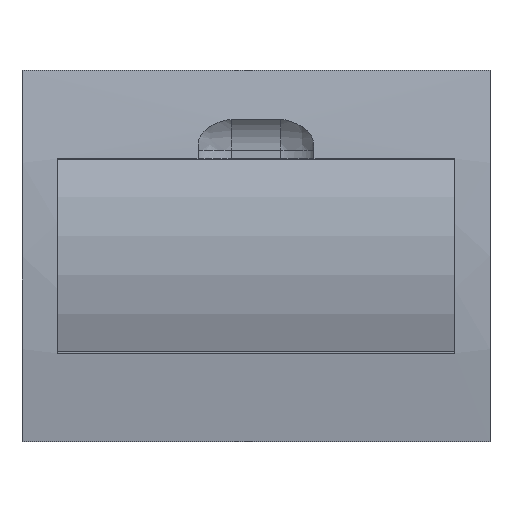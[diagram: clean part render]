
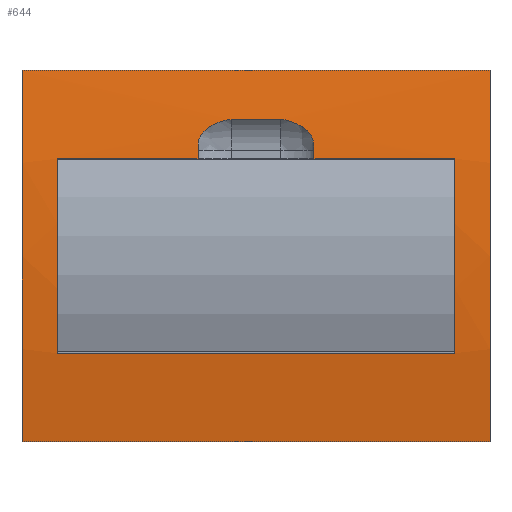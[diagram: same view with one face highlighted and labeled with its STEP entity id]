
A CAD part, top view. The second image highlights one B-rep face of the part: STEP entity #644.
In plain terms, the highlighted cylindrical face has radius 610 mm (diameter 1220 mm), a partial arc.
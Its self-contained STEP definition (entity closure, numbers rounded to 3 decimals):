
#14=CARTESIAN_POINT('',(-140.,0.,-601.35));
#15=DIRECTION('',(1.,0.,0.));
#16=DIRECTION('',(0.,0.182,0.983));
#17=AXIS2_PLACEMENT_3D('',#14,#15,#16);
#19=DIRECTION('',(1.,0.,0.));
#20=VECTOR('',#19,280.);
#21=CARTESIAN_POINT('',(-140.,-111.,-1.534));
#22=LINE('',#21,#20);
#23=DIRECTION('',(1.,0.,0.));
#24=VECTOR('',#23,280.);
#25=CARTESIAN_POINT('',(-140.,111.,-1.534));
#26=LINE('',#25,#24);
#27=CARTESIAN_POINT('',(34.7,0.,-601.35));
#28=DIRECTION('',(1.,0.,0.));
#29=DIRECTION('',(0.,0.107,0.994));
#30=AXIS2_PLACEMENT_3D('',#27,#28,#29);
#32=DIRECTION('',(1.,0.,0.));
#33=VECTOR('',#32,29.4);
#34=CARTESIAN_POINT('',(-14.7,81.635,3.163));
#35=LINE('',#34,#33);
#36=CARTESIAN_POINT('',(-34.7,0.,-601.35));
#37=DIRECTION('',(1.,0.,0.));
#38=DIRECTION('',(0.,0.107,0.994));
#39=AXIS2_PLACEMENT_3D('',#36,#37,#38);
#41=DIRECTION('',(1.,0.,0.));
#42=VECTOR('',#41,84.15);
#43=CARTESIAN_POINT('',(-118.85,58.2,5.867));
#44=LINE('',#43,#42);
#45=CARTESIAN_POINT('',(-118.85,0.,-601.35));
#46=DIRECTION('',(1.,0.,0.));
#47=DIRECTION('',(0.,0.095,0.995));
#48=AXIS2_PLACEMENT_3D('',#45,#46,#47);
#50=DIRECTION('',(1.,0.,0.));
#51=VECTOR('',#50,237.7);
#52=CARTESIAN_POINT('',(-118.85,-58.2,5.867));
#53=LINE('',#52,#51);
#54=CARTESIAN_POINT('',(118.85,0.,-601.35));
#55=DIRECTION('',(1.,0.,0.));
#56=DIRECTION('',(0.,0.095,0.995));
#57=AXIS2_PLACEMENT_3D('',#54,#55,#56);
#59=DIRECTION('',(1.,0.,0.));
#60=VECTOR('',#59,84.15);
#61=CARTESIAN_POINT('',(34.7,58.2,5.867));
#62=LINE('',#61,#60);
#91=CARTESIAN_POINT('',(140.,0.,-601.35));
#92=DIRECTION('',(1.,0.,0.));
#93=DIRECTION('',(0.,0.182,0.983));
#94=AXIS2_PLACEMENT_3D('',#91,#92,#93);
#305=CARTESIAN_POINT('',(-34.7,65.081,5.168));
#306=CARTESIAN_POINT('',(-34.7,65.795,5.092));
#307=CARTESIAN_POINT('',(-34.655,67.231,4.935));
#308=CARTESIAN_POINT('',(-34.242,69.402,4.69));
#309=CARTESIAN_POINT('',(-33.312,71.629,4.431));
#310=CARTESIAN_POINT('',(-31.678,73.911,4.157));
#311=CARTESIAN_POINT('',(-29.588,75.887,3.912));
#312=CARTESIAN_POINT('',(-27.466,77.414,3.718));
#313=CARTESIAN_POINT('',(-25.461,78.583,3.567));
#314=CARTESIAN_POINT('',(-23.57,79.497,3.448));
#315=CARTESIAN_POINT('',(-21.799,80.21,3.354));
#316=CARTESIAN_POINT('',(-20.149,80.755,3.281));
#317=CARTESIAN_POINT('',(-18.617,81.158,3.227));
#318=CARTESIAN_POINT('',(-17.2,81.435,3.19));
#319=CARTESIAN_POINT('',(-15.894,81.598,3.168));
#320=CARTESIAN_POINT('',(-15.087,81.635,3.163));
#321=CARTESIAN_POINT('',(-14.7,81.635,3.163));
#337=CARTESIAN_POINT('',(14.7,81.635,3.163));
#338=CARTESIAN_POINT('',(15.068,81.635,3.163));
#339=CARTESIAN_POINT('',(15.835,81.602,3.167));
#340=CARTESIAN_POINT('',(17.072,81.454,3.187));
#341=CARTESIAN_POINT('',(18.413,81.202,3.221));
#342=CARTESIAN_POINT('',(19.864,80.836,3.27));
#343=CARTESIAN_POINT('',(21.434,80.339,3.337));
#344=CARTESIAN_POINT('',(23.132,79.685,3.423));
#345=CARTESIAN_POINT('',(24.965,78.838,3.534));
#346=CARTESIAN_POINT('',(26.94,77.743,3.676));
#347=CARTESIAN_POINT('',(29.061,76.303,3.86));
#348=CARTESIAN_POINT('',(31.165,74.448,4.091));
#349=CARTESIAN_POINT('',(32.802,72.424,4.336));
#350=CARTESIAN_POINT('',(33.859,70.434,4.571));
#351=CARTESIAN_POINT('',(34.437,68.54,4.788));
#352=CARTESIAN_POINT('',(34.674,66.754,4.987));
#353=CARTESIAN_POINT('',(34.7,65.627,5.11));
#354=CARTESIAN_POINT('',(34.7,65.081,5.168));
#469=CARTESIAN_POINT('',(-118.85,58.2,5.867));
#470=VERTEX_POINT('',#469);
#471=CARTESIAN_POINT('',(-118.85,-58.2,5.867));
#472=VERTEX_POINT('',#471);
#473=CARTESIAN_POINT('',(118.85,-58.2,5.867));
#474=VERTEX_POINT('',#473);
#475=CARTESIAN_POINT('',(118.85,58.2,5.867));
#476=VERTEX_POINT('',#475);
#525=CARTESIAN_POINT('',(34.7,58.2,5.867));
#527=VERTEX_POINT('',#525);
#529=CARTESIAN_POINT('',(-34.7,58.2,5.867));
#531=VERTEX_POINT('',#529);
#533=VERTEX_POINT('',#305);
#534=VERTEX_POINT('',#321);
#537=VERTEX_POINT('',#337);
#538=VERTEX_POINT('',#354);
#547=CARTESIAN_POINT('',(-140.,-111.,-1.534));
#549=VERTEX_POINT('',#547);
#553=CARTESIAN_POINT('',(-140.,111.,-1.534));
#554=VERTEX_POINT('',#553);
#555=CARTESIAN_POINT('',(140.,-111.,-1.534));
#557=VERTEX_POINT('',#555);
#561=CARTESIAN_POINT('',(140.,111.,-1.534));
#562=VERTEX_POINT('',#561);
#609=CARTESIAN_POINT('',(-140.,0.,-601.35));
#610=DIRECTION('',(1.,0.,0.));
#611=DIRECTION('',(0.,0.,-1.));
#612=AXIS2_PLACEMENT_3D('',#609,#610,#611);
#613=CYLINDRICAL_SURFACE('',#612,610.);
#614=ORIENTED_EDGE('',*,*,#589,.F.);
#616=ORIENTED_EDGE('',*,*,#615,.T.);
#618=ORIENTED_EDGE('',*,*,#617,.T.);
#619=ORIENTED_EDGE('',*,*,#600,.F.);
#620=EDGE_LOOP('',(#614,#616,#618,#619));
#621=FACE_OUTER_BOUND('',#620,.F.);
#623=ORIENTED_EDGE('',*,*,#622,.F.);
#625=ORIENTED_EDGE('',*,*,#624,.F.);
#627=ORIENTED_EDGE('',*,*,#626,.F.);
#629=ORIENTED_EDGE('',*,*,#628,.F.);
#631=ORIENTED_EDGE('',*,*,#630,.T.);
#633=ORIENTED_EDGE('',*,*,#632,.F.);
#635=ORIENTED_EDGE('',*,*,#634,.T.);
#637=ORIENTED_EDGE('',*,*,#636,.T.);
#639=ORIENTED_EDGE('',*,*,#638,.F.);
#641=ORIENTED_EDGE('',*,*,#640,.F.);
#642=EDGE_LOOP('',(#623,#625,#627,#629,#631,#633,#635,#637,#639,#641));
#643=FACE_BOUND('',#642,.F.);
#644=ADVANCED_FACE('',(#621,#643),#613,.T.);
#18=CIRCLE('',#17,610.);
#31=CIRCLE('',#30,610.);
#40=CIRCLE('',#39,610.);
#49=CIRCLE('',#48,610.);
#58=CIRCLE('',#57,610.);
#95=CIRCLE('',#94,610.);
#322=B_SPLINE_CURVE_WITH_KNOTS('',3,(#305,#306,#307,#308,#309,#310,#311,#312,
#313,#314,#315,#316,#317,#318,#319,#320,#321),.UNSPECIFIED.,.F.,.F.,(4,1,1,1,1,
1,1,1,1,1,1,1,1,1,4),(0.,0.071,0.143,
0.214,0.286,0.357,0.429,0.5,
0.571,0.643,0.714,0.786,
0.857,0.929,1.),.UNSPECIFIED.);
#355=B_SPLINE_CURVE_WITH_KNOTS('',3,(#337,#338,#339,#340,#341,#342,#343,#344,
#345,#346,#347,#348,#349,#350,#351,#352,#353,#354),.UNSPECIFIED.,.F.,.F.,(4,1,1,
1,1,1,1,1,1,1,1,1,1,1,1,4),(0.,0.067,0.133,0.2,
0.267,0.333,0.4,0.467,0.533,
0.6,0.667,0.733,0.8,0.867,
0.933,1.),.UNSPECIFIED.);
#589=EDGE_CURVE('',#554,#549,#18,.T.);
#600=EDGE_CURVE('',#549,#557,#22,.T.);
#615=EDGE_CURVE('',#554,#562,#26,.T.);
#617=EDGE_CURVE('',#562,#557,#95,.T.);
#622=EDGE_CURVE('',#538,#527,#31,.T.);
#624=EDGE_CURVE('',#537,#538,#355,.T.);
#626=EDGE_CURVE('',#534,#537,#35,.T.);
#628=EDGE_CURVE('',#533,#534,#322,.T.);
#630=EDGE_CURVE('',#533,#531,#40,.T.);
#632=EDGE_CURVE('',#470,#531,#44,.T.);
#634=EDGE_CURVE('',#470,#472,#49,.T.);
#636=EDGE_CURVE('',#472,#474,#53,.T.);
#638=EDGE_CURVE('',#476,#474,#58,.T.);
#640=EDGE_CURVE('',#527,#476,#62,.T.);
